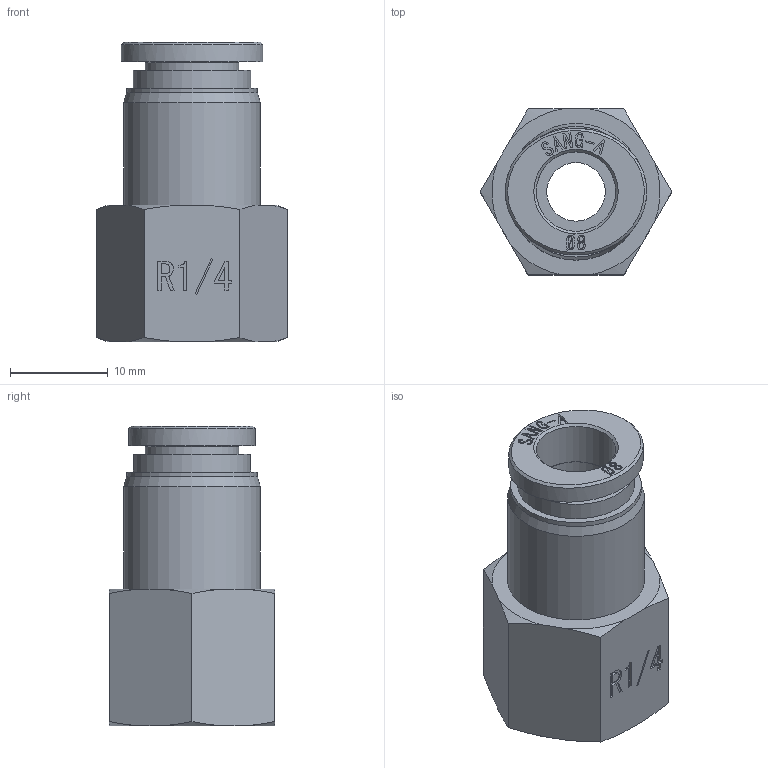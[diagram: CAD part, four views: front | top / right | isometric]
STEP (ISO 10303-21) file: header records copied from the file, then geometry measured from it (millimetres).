
FILE_DESCRIPTION((''),'2;1');
FILE_NAME('F-PCF 0802.stp','2020-11-23T14:33:02',('Administrator'),(''),'Autodesk Inventor 2013','Autodesk Inventor 2013','');
FILE_SCHEMA(('CONFIG_CONTROL_DESIGN'));
Length unit declared in the file: millimetre
Products named in the file (3): 조립품9; F-SLEEVE 08(SUS); F-PCF BODY 0802
Assembly tree (2 placements, depth 2):
  조립품9
    F-SLEEVE 08(SUS)
    F-PCF BODY 0802
Bounding box: 19.63 x 17 x 30.7 mm (x, y, z)
Volume: 3762.7 mm3; surface area: 3103.3 mm2
Topology: 2 solids, 2 shells, 264 faces, 690 edges, 459 vertices
Faces by surface type: plane 138, bspline 99, cone 17, cylinder 10
Full cylindrical faces by diameter (mm): 2.516 x1, 6 x1, 8.15 x1, 8.2 x1, 9.6 x1, 12 x1, 13.4 x1, 14 x1
Entity records: 8259 total; most frequent: CARTESIAN_POINT 2440, ORIENTED_EDGE 1344, DIRECTION 842, EDGE_CURVE 672, VERTEX_POINT 456, VECTOR 414, LINE 414, EDGE_LOOP 312
